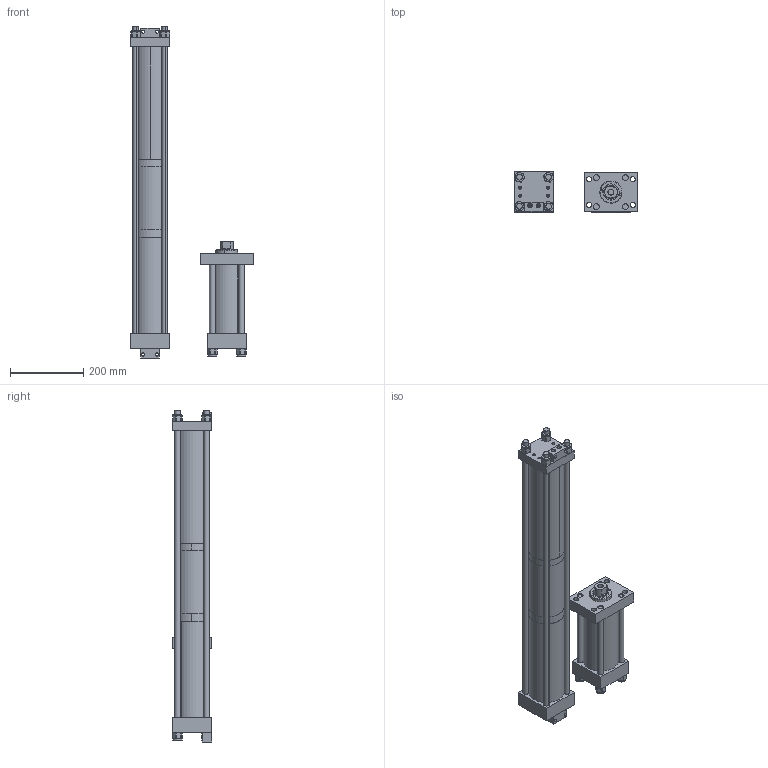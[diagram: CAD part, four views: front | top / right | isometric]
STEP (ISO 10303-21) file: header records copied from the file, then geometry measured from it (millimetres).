
FILE_DESCRIPTION (( 'STEP AP203' ), '1' );
FILE_NAME ('HPS-4-2.00-.75-FH.STEP', '2020-05-19T13:46:07', ( '' ), ( '' ), 'SwSTEP 2.0', 'SolidWorks 2018', '' );
FILE_SCHEMA (( 'CONFIG_CONTROL_DESIGN' ));
Length unit declared in the file: inch
Products named in the file (17): E0461_.75; G0410; E0404; NLN .625; F0462; ES0405_2.0; E0411_2.0; E0459; E0413; E0401_Work Rod HPI-4-2-.25; ES0414_.75; F0403; E0460_2.0; E0463_2.00-.75(34.148"); HPS-4-2.00-.75-FH; E0464; E04BRK
Assembly tree (30 placements, depth 2):
  HPS-4-2.00-.75-FH
    E0404
    F0403
    E0401_Work Rod HPI-4-2-.25
    G0410
    E0411_2.0
    E0413
    E0464
    NLN .625  x8
    ES0414_.75
    E0461_.75
    F0462
    E0463_2.00-.75(34.148")  x4
    ES0405_2.0
    E0459
    E0460_2.0  x4
    E04BRK  x2
Bounding box: 336.55 x 107.95 x 905.46 mm (x, y, z)
Volume: 4771733.3 mm3; surface area: 1125464.8 mm2
Topology: 31 solids, 31 shells, 621 faces, 1453 edges, 917 vertices
Faces by surface type: cylinder 324, plane 244, cone 53
Entity records: 14936 total; most frequent: CARTESIAN_POINT 2842, DIRECTION 2271, ORIENTED_EDGE 1866, EDGE_CURVE 933, AXIS2_PLACEMENT_3D 932, VERTEX_POINT 605, EDGE_LOOP 544, CIRCLE 490
